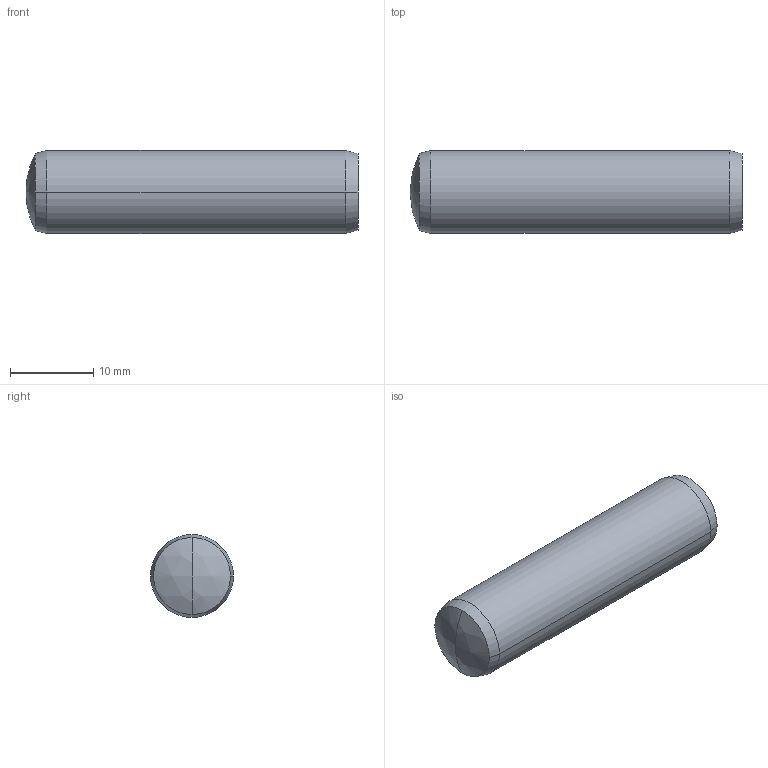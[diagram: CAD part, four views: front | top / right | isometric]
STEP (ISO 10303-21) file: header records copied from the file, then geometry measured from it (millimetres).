
FILE_DESCRIPTION(('STEP AP203'),'1');
FILE_NAME('32-230-10-40.stp','2014-04-12T15:52:37',('TraceParts'),('TraceParts S.A.'),'XStep 1.0',' ',' ');
FILE_SCHEMA(('CONFIG_CONTROL_DESIGN'));
Length unit declared in the file: millimetre
Products named in the file (1): 1
Bounding box: 40 x 10 x 10 mm (x, y, z)
Volume: 2828 mm3; surface area: 1580.3 mm2
Topology: 1 solids, 1 shells, 16 faces, 33 edges, 19 vertices
Faces by surface type: cone 6, cylinder 6, sphere 2, plane 2
Entity records: 458 total; most frequent: DIRECTION 84, CARTESIAN_POINT 67, ORIENTED_EDGE 62, AXIS2_PLACEMENT_3D 36, EDGE_CURVE 31, VERTEX_POINT 19, CIRCLE 19, EDGE_LOOP 18
